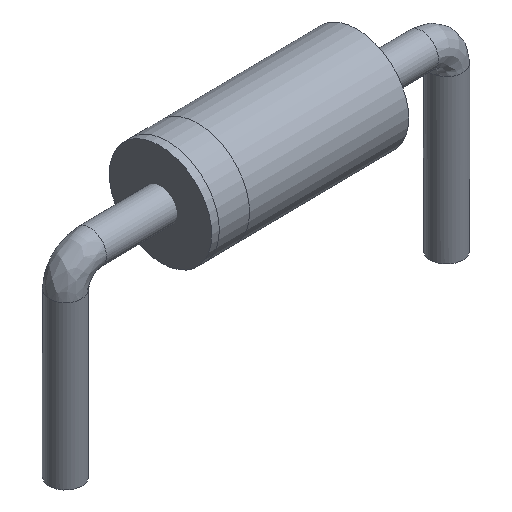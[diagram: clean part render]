
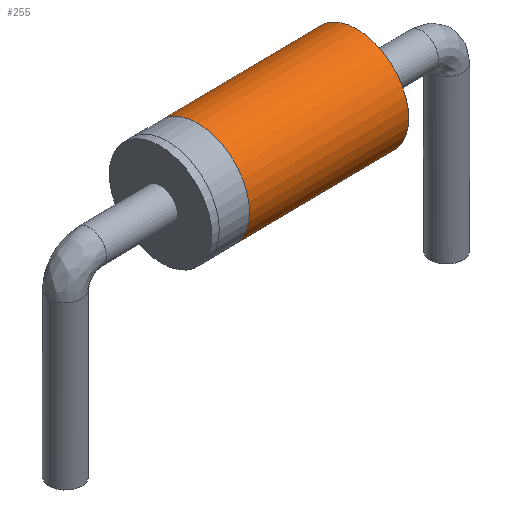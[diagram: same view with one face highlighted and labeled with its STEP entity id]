
A CAD part, isometric view. The second image highlights one B-rep face of the part: STEP entity #255.
In plain terms, the highlighted cylindrical face has radius 1.355 mm (diameter 2.71 mm), a full revolution.
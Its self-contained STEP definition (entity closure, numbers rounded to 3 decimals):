
#59=FACE_OUTER_BOUND('',#82,.T.);
#82=EDGE_LOOP('',(#192,#193,#194,#195));
#103=LINE('',#433,#108);
#108=VECTOR('',#354,1.355);
#115=CIRCLE('',#297,1.355);
#116=CIRCLE('',#299,1.355);
#129=VERTEX_POINT('',#428);
#130=VERTEX_POINT('',#431);
#153=EDGE_CURVE('',#129,#129,#115,.T.);
#154=EDGE_CURVE('',#130,#130,#116,.T.);
#155=EDGE_CURVE('',#130,#129,#103,.T.);
#192=ORIENTED_EDGE('',*,*,#154,.F.);
#193=ORIENTED_EDGE('',*,*,#155,.T.);
#194=ORIENTED_EDGE('',*,*,#153,.T.);
#195=ORIENTED_EDGE('',*,*,#155,.F.);
#248=CYLINDRICAL_SURFACE('',#298,1.355);
#255=ADVANCED_FACE('',(#59),#248,.T.);
#297=AXIS2_PLACEMENT_3D('',#429,#348,#349);
#298=AXIS2_PLACEMENT_3D('',#430,#350,#351);
#299=AXIS2_PLACEMENT_3D('',#432,#352,#353);
#348=DIRECTION('center_axis',(1.,0.,0.013));
#349=DIRECTION('ref_axis',(0.,-1.,-0.013));
#350=DIRECTION('center_axis',(1.,0.,0.013));
#351=DIRECTION('ref_axis',(0.,-1.,-0.013));
#352=DIRECTION('center_axis',(1.,0.,0.013));
#353=DIRECTION('ref_axis',(0.,-1.,-0.013));
#354=DIRECTION('',(-1.,0.,-0.013));
#428=CARTESIAN_POINT('',(-1.668,1.398,1.496));
#429=CARTESIAN_POINT('Origin',(-1.667,0.043,1.478));
#430=CARTESIAN_POINT('Origin',(-2.667,0.043,1.465));
#431=CARTESIAN_POINT('',(2.542,1.398,1.551));
#432=CARTESIAN_POINT('Origin',(2.542,0.043,1.533));
#433=CARTESIAN_POINT('',(-2.667,1.398,1.483));
